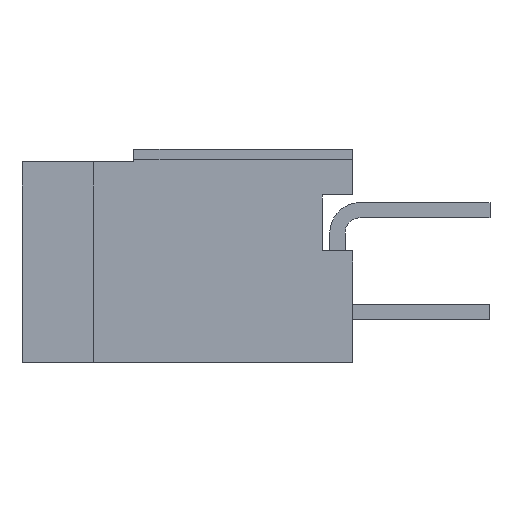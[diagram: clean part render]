
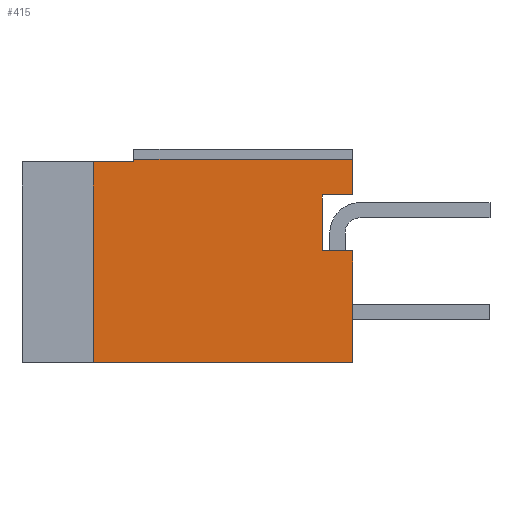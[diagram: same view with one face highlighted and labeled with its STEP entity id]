
A CAD part, left-side view. The second image highlights one B-rep face of the part: STEP entity #415.
In plain terms, the highlighted planar face has unit normal (-1, 0, 0).
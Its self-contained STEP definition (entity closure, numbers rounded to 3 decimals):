
#15 = ORIENTED_EDGE ( 'NONE', *, *, #158, .F. ) ;
#17 = ORIENTED_EDGE ( 'NONE', *, *, #250, .F. ) ;
#18 = ORIENTED_EDGE ( 'NONE', *, *, #283, .F. ) ;
#119 = ORIENTED_EDGE ( 'NONE', *, *, #381, .F. ) ;
#120 = ORIENTED_EDGE ( 'NONE', *, *, #399, .F. ) ;
#122 = ORIENTED_EDGE ( 'NONE', *, *, #388, .F. ) ;
#156 = VERTEX_POINT ( 'NONE', #1192 ) ;
#158 = EDGE_CURVE ( 'NONE', #156, #159, #1191, .T. ) ;
#159 = VERTEX_POINT ( 'NONE', #1187 ) ;
#193 = EDGE_CURVE ( 'NONE', #194, #361, #1265, .T. ) ;
#194 = VERTEX_POINT ( 'NONE', #1261 ) ;
#250 = EDGE_CURVE ( 'NONE', #159, #281, #1360, .T. ) ;
#281 = VERTEX_POINT ( 'NONE', #1371 ) ;
#283 = EDGE_CURVE ( 'NONE', #281, #284, #1370, .T. ) ;
#284 = VERTEX_POINT ( 'NONE', #1366 ) ;
#291 = VERTEX_POINT ( 'NONE', #1424 ) ;
#293 = EDGE_CURVE ( 'NONE', #291, #358, #1423, .T. ) ;
#358 = VERTEX_POINT ( 'NONE', #1504 ) ;
#360 = EDGE_CURVE ( 'NONE', #358, #361, #1503, .T. ) ;
#361 = VERTEX_POINT ( 'NONE', #1499 ) ;
#381 = EDGE_CURVE ( 'NONE', #400, #291, #1529, .T. ) ;
#388 = EDGE_CURVE ( 'NONE', #284, #389, #1582, .T. ) ;
#389 = VERTEX_POINT ( 'NONE', #1578 ) ;
#399 = EDGE_CURVE ( 'NONE', #389, #400, #1561, .T. ) ;
#400 = VERTEX_POINT ( 'NONE', #1625 ) ;
#415 = ADVANCED_FACE ( 'NONE', ( #1601 ), #1600, .F. ) ;
#416 = EDGE_LOOP ( 'NONE', ( #417, #419, #420, #421, #119, #120, #122, #18, #17, #15 ) ) ;
#417 = ORIENTED_EDGE ( 'NONE', *, *, #418, .T. ) ;
#418 = EDGE_CURVE ( 'NONE', #156, #194, #1595, .T. ) ;
#419 = ORIENTED_EDGE ( 'NONE', *, *, #193, .T. ) ;
#420 = ORIENTED_EDGE ( 'NONE', *, *, #360, .F. ) ;
#421 = ORIENTED_EDGE ( 'NONE', *, *, #293, .F. ) ;
#1187 = CARTESIAN_POINT ( 'NONE',  ( -4., 4.3, -6.25 ) ) ;
#1188 = DIRECTION ( 'NONE',  ( 0., -1., 0. ) ) ;
#1189 = VECTOR ( 'NONE', #1188, 1000. ) ;
#1190 = CARTESIAN_POINT ( 'NONE',  ( -4., 6.5, -6.25 ) ) ;
#1191 = LINE ( 'NONE', #1190, #1189 ) ;
#1192 = CARTESIAN_POINT ( 'NONE',  ( -4., 5.1, -6.25 ) ) ;
#1261 = CARTESIAN_POINT ( 'NONE',  ( -4., 5.1, -10.2 ) ) ;
#1262 = DIRECTION ( 'NONE',  ( 0., -1., 0. ) ) ;
#1263 = VECTOR ( 'NONE', #1262, 1000. ) ;
#1264 = CARTESIAN_POINT ( 'NONE',  ( -4., 0., -10.2 ) ) ;
#1265 = LINE ( 'NONE', #1264, #1263 ) ;
#1357 = DIRECTION ( 'NONE',  ( 0., 0., 1. ) ) ;
#1358 = VECTOR ( 'NONE', #1357, 1000. ) ;
#1359 = CARTESIAN_POINT ( 'NONE',  ( -4., 4.3, -6.2 ) ) ;
#1360 = LINE ( 'NONE', #1359, #1358 ) ;
#1366 = CARTESIAN_POINT ( 'NONE',  ( -4., 0., -6.2 ) ) ;
#1367 = DIRECTION ( 'NONE',  ( 0., -1., 0. ) ) ;
#1368 = VECTOR ( 'NONE', #1367, 1000. ) ;
#1369 = CARTESIAN_POINT ( 'NONE',  ( -4., 0., -6.2 ) ) ;
#1370 = LINE ( 'NONE', #1369, #1368 ) ;
#1371 = CARTESIAN_POINT ( 'NONE',  ( -4., 4.3, -6.2 ) ) ;
#1420 = DIRECTION ( 'NONE',  ( 0., -1., 0. ) ) ;
#1421 = VECTOR ( 'NONE', #1420, 1000. ) ;
#1422 = CARTESIAN_POINT ( 'NONE',  ( -4., 0., -8. ) ) ;
#1423 = LINE ( 'NONE', #1422, #1421 ) ;
#1424 = CARTESIAN_POINT ( 'NONE',  ( -4., 0.6, -8. ) ) ;
#1499 = CARTESIAN_POINT ( 'NONE',  ( -4., 0., -10.2 ) ) ;
#1500 = DIRECTION ( 'NONE',  ( 0., 0., -1. ) ) ;
#1501 = VECTOR ( 'NONE', #1500, 1000. ) ;
#1502 = CARTESIAN_POINT ( 'NONE',  ( -4., 0., -6.2 ) ) ;
#1503 = LINE ( 'NONE', #1502, #1501 ) ;
#1504 = CARTESIAN_POINT ( 'NONE',  ( -4., 0., -8. ) ) ;
#1526 = DIRECTION ( 'NONE',  ( 0., 0., -1. ) ) ;
#1527 = VECTOR ( 'NONE', #1526, 1000. ) ;
#1528 = CARTESIAN_POINT ( 'NONE',  ( -4., 0.6, -8. ) ) ;
#1529 = LINE ( 'NONE', #1528, #1527 ) ;
#1558 = DIRECTION ( 'NONE',  ( 0., 1., 0. ) ) ;
#1559 = VECTOR ( 'NONE', #1558, 1000. ) ;
#1560 = CARTESIAN_POINT ( 'NONE',  ( -4., 0.6, -6.9 ) ) ;
#1561 = LINE ( 'NONE', #1560, #1559 ) ;
#1578 = CARTESIAN_POINT ( 'NONE',  ( -4., 0., -6.9 ) ) ;
#1579 = DIRECTION ( 'NONE',  ( 0., 0., -1. ) ) ;
#1580 = VECTOR ( 'NONE', #1579, 1000. ) ;
#1581 = CARTESIAN_POINT ( 'NONE',  ( -4., 0., -6.2 ) ) ;
#1582 = LINE ( 'NONE', #1581, #1580 ) ;
#1592 = DIRECTION ( 'NONE',  ( 0., 0., -1. ) ) ;
#1593 = VECTOR ( 'NONE', #1592, 1000. ) ;
#1594 = CARTESIAN_POINT ( 'NONE',  ( -4., 5.1, -6.2 ) ) ;
#1595 = LINE ( 'NONE', #1594, #1593 ) ;
#1596 = DIRECTION ( 'NONE',  ( 0., 0., -1. ) ) ;
#1597 = DIRECTION ( 'NONE',  ( 1., 0., 0. ) ) ;
#1598 = CARTESIAN_POINT ( 'NONE',  ( -4., 0., -6.2 ) ) ;
#1599 = AXIS2_PLACEMENT_3D ( 'NONE', #1598, #1597, #1596 ) ;
#1600 = PLANE ( 'NONE',  #1599 ) ;
#1601 = FACE_OUTER_BOUND ( 'NONE', #416, .T. ) ;
#1625 = CARTESIAN_POINT ( 'NONE',  ( -4., 0.6, -6.9 ) ) ;
